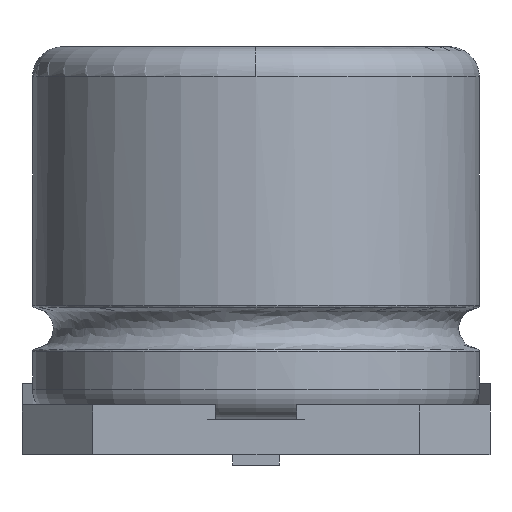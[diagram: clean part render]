
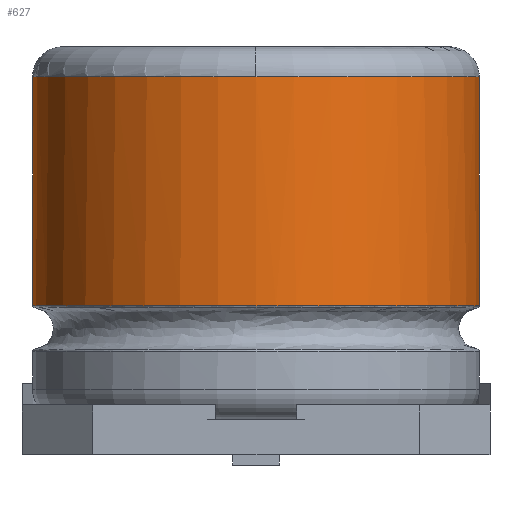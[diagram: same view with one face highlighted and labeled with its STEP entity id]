
A CAD part, left-side view. The second image highlights one B-rep face of the part: STEP entity #627.
In plain terms, the highlighted cylindrical face has radius 3.15 mm (diameter 6.3 mm), a full revolution.
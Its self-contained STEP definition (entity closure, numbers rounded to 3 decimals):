
#13=DIRECTION('',(0.,0.,1.));
#28=VECTOR('',#13,1.);
#34=DIRECTION('',(0.,0.,-1.));
#35=DIRECTION('',(-1.,0.,0.));
#412=VERTEX_POINT('',#413);
#413=CARTESIAN_POINT('',(-3.15,0.,2.251));
#416=ORIENTED_EDGE('',*,*,#417,.T.);
#417=EDGE_CURVE('',#412,#412,#418,.T.);
#418=( BOUNDED_CURVE() B_SPLINE_CURVE(13,(#413,#419,#420,#421,#422,#423,#424,#425,#426,#427,#428,#429,#430,#431),.UNSPECIFIED.,.T.,.F.) B_SPLINE_CURVE_WITH_KNOTS((14,14),(0.,19.792),.PIECEWISE_BEZIER_KNOTS.) CURVE() GEOMETRIC_REPRESENTATION_ITEM() RATIONAL_B_SPLINE_CURVE((1.,1.,1.,1.,1.,1.,1.,1.,1.,1.,1.,1.,1.,1.)) REPRESENTATION_ITEM('') );
#419=CARTESIAN_POINT('',(-3.15,1.5,2.251));
#420=CARTESIAN_POINT('',(-2.375,3.035,2.251));
#421=CARTESIAN_POINT('',(-0.779,4.133,2.251));
#422=CARTESIAN_POINT('',(1.417,4.302,2.251));
#423=CARTESIAN_POINT('',(3.314,3.132,2.251));
#424=CARTESIAN_POINT('',(4.706,1.424,2.251));
#425=CARTESIAN_POINT('',(4.706,-1.424,2.251));
#426=CARTESIAN_POINT('',(3.314,-3.132,2.251));
#427=CARTESIAN_POINT('',(1.417,-4.302,2.251));
#428=CARTESIAN_POINT('',(-0.779,-4.133,2.251));
#429=CARTESIAN_POINT('',(-2.375,-3.035,2.251));
#430=CARTESIAN_POINT('',(-3.15,-1.5,2.251));
#431=CARTESIAN_POINT('',(-3.15,0.,2.251));
#627=ADVANCED_FACE('',(#628),#654,.T.);
#628=FACE_BOUND('',#629,.F.);
#629=EDGE_LOOP('',(#630,#636,#643,#647,#651,#653,#416));
#630=ORIENTED_EDGE('',*,*,#631,.T.);
#631=EDGE_CURVE('',#412,#632,#634,.T.);
#632=VERTEX_POINT('',#633);
#633=CARTESIAN_POINT('',(-3.15,0.,5.48));
#634=LINE('',#635,#28);
#635=CARTESIAN_POINT('',(-3.15,0.,2.223));
#636=ORIENTED_EDGE('',*,*,#637,.F.);
#637=EDGE_CURVE('',#638,#632,#640,.T.);
#638=VERTEX_POINT('',#639);
#639=CARTESIAN_POINT('',(0.945,-3.005,5.48));
#640=CIRCLE('',#641,3.15);
#641=AXIS2_PLACEMENT_3D('',#642,#34,#35);
#642=CARTESIAN_POINT('',(0.,0.,5.48));
#643=ORIENTED_EDGE('',*,*,#644,.F.);
#644=EDGE_CURVE('',#645,#638,#640,.T.);
#645=VERTEX_POINT('',#646);
#646=CARTESIAN_POINT('',(3.15,0.,5.48));
#647=ORIENTED_EDGE('',*,*,#648,.F.);
#648=EDGE_CURVE('',#649,#645,#640,.T.);
#649=VERTEX_POINT('',#650);
#650=CARTESIAN_POINT('',(0.945,3.005,5.48));
#651=ORIENTED_EDGE('',*,*,#652,.F.);
#652=EDGE_CURVE('',#632,#649,#640,.T.);
#653=ORIENTED_EDGE('',*,*,#631,.F.);
#654=CYLINDRICAL_SURFACE('',#655,3.15);
#655=AXIS2_PLACEMENT_3D('',#656,#13,#35);
#656=CARTESIAN_POINT('',(0.,0.,2.223));
